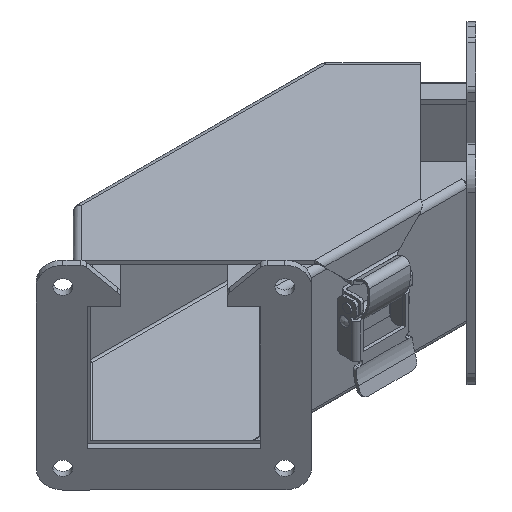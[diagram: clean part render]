
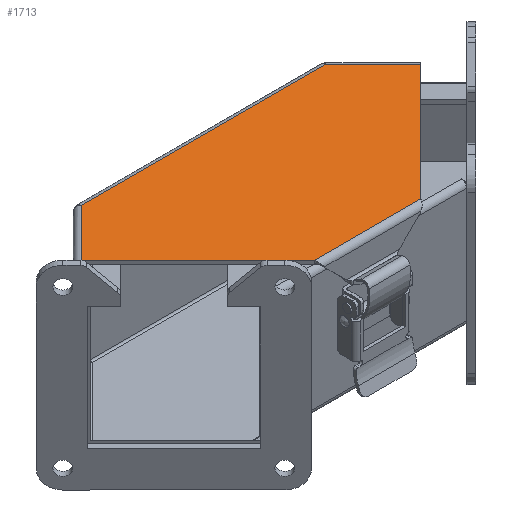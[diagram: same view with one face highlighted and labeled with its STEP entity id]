
A CAD part, isometric view. The second image highlights one B-rep face of the part: STEP entity #1713.
In plain terms, the highlighted planar face has unit normal (0, 0, 1).
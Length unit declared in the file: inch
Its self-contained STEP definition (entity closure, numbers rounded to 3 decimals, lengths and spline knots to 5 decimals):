
#958 = VERTEX_POINT ( 'NONE', #10772 ) ;
#1040 = DIRECTION ( 'NONE',  ( 0.707, 0.707, 0. ) ) ;
#1072 = CARTESIAN_POINT ( 'NONE',  ( -3.45646, 2.34433, 2.722 ) ) ;
#1319 = ORIENTED_EDGE ( 'NONE', *, *, #6920, .T. ) ;
#1481 = DIRECTION ( 'NONE',  ( 0.707, 0.707, 0. ) ) ;
#1540 = VECTOR ( 'NONE', #4369, 39.37008 ) ;
#1646 = CARTESIAN_POINT ( 'NONE',  ( -2.43026, 3.21779, 2.722 ) ) ;
#1713 = ADVANCED_FACE ( 'NONE', ( #6385 ), #2310, .F. ) ;
#2216 = EDGE_CURVE ( 'NONE', #2962, #10480, #10170, .T. ) ;
#2253 = DIRECTION ( 'NONE',  ( 0., 0., -1. ) ) ;
#2300 = EDGE_CURVE ( 'NONE', #3147, #10011, #5494, .T. ) ;
#2310 = PLANE ( 'NONE',  #4020 ) ;
#2634 = CARTESIAN_POINT ( 'NONE',  ( 0., 3.21779, 2.722 ) ) ;
#2934 = EDGE_CURVE ( 'NONE', #10754, #2962, #8296, .T. ) ;
#2962 = VERTEX_POINT ( 'NONE', #1646 ) ;
#3147 = VERTEX_POINT ( 'NONE', #4654 ) ;
#3468 = CARTESIAN_POINT ( 'NONE',  ( 2.43026, 3.21779, 2.722 ) ) ;
#4020 = AXIS2_PLACEMENT_3D ( 'NONE', #6493, #2253, #4816 ) ;
#4110 = ORIENTED_EDGE ( 'NONE', *, *, #4996, .T. ) ;
#4231 = ORIENTED_EDGE ( 'NONE', *, *, #2300, .F. ) ;
#4369 = DIRECTION ( 'NONE',  ( 0.707, -0.707, 0. ) ) ;
#4649 = VECTOR ( 'NONE', #8280, 39.37008 ) ;
#4654 = CARTESIAN_POINT ( 'NONE',  ( 1.06093, -0.05121, 2.722 ) ) ;
#4816 = DIRECTION ( 'NONE',  ( -1., 0., 0. ) ) ;
#4872 = CARTESIAN_POINT ( 'NONE',  ( 0., -0.05121, 2.722 ) ) ;
#4996 = EDGE_CURVE ( 'NONE', #3147, #958, #6127, .T. ) ;
#5218 = ORIENTED_EDGE ( 'NONE', *, *, #8571, .F. ) ;
#5228 = CARTESIAN_POINT ( 'NONE',  ( 3.45646, 2.34433, 2.722 ) ) ;
#5494 = LINE ( 'NONE', #4872, #4649 ) ;
#6127 = LINE ( 'NONE', #5228, #7065 ) ;
#6190 = EDGE_LOOP ( 'NONE', ( #4231, #4110, #5218, #8098, #6368, #1319 ) ) ;
#6368 = ORIENTED_EDGE ( 'NONE', *, *, #2934, .F. ) ;
#6385 = FACE_OUTER_BOUND ( 'NONE', #6190, .T. ) ;
#6493 = CARTESIAN_POINT ( 'NONE',  ( 0., 5.80079, 2.722 ) ) ;
#6920 = EDGE_CURVE ( 'NONE', #10754, #10011, #9724, .T. ) ;
#7049 = DIRECTION ( 'NONE',  ( 0.707, -0.707, 0. ) ) ;
#7065 = VECTOR ( 'NONE', #1040, 39.37008 ) ;
#7802 = VECTOR ( 'NONE', #7049, 39.37008 ) ;
#8098 = ORIENTED_EDGE ( 'NONE', *, *, #2216, .F. ) ;
#8244 = VECTOR ( 'NONE', #1481, 39.37008 ) ;
#8280 = DIRECTION ( 'NONE',  ( -1., 0., 0. ) ) ;
#8296 = LINE ( 'NONE', #9130, #8244 ) ;
#8391 = VECTOR ( 'NONE', #8486, 39.37008 ) ;
#8486 = DIRECTION ( 'NONE',  ( 1., 0., 0. ) ) ;
#8571 = EDGE_CURVE ( 'NONE', #10480, #958, #10974, .T. ) ;
#8635 = CARTESIAN_POINT ( 'NONE',  ( -3.3801, 2.26796, 2.722 ) ) ;
#9130 = CARTESIAN_POINT ( 'NONE',  ( -3.3801, 2.26796, 2.722 ) ) ;
#9724 = LINE ( 'NONE', #1072, #7802 ) ;
#9930 = CARTESIAN_POINT ( 'NONE',  ( 2.43026, 3.21779, 2.722 ) ) ;
#10011 = VERTEX_POINT ( 'NONE', #10460 ) ;
#10170 = LINE ( 'NONE', #2634, #8391 ) ;
#10460 = CARTESIAN_POINT ( 'NONE',  ( -1.06093, -0.05121, 2.722 ) ) ;
#10480 = VERTEX_POINT ( 'NONE', #9930 ) ;
#10754 = VERTEX_POINT ( 'NONE', #8635 ) ;
#10772 = CARTESIAN_POINT ( 'NONE',  ( 3.3801, 2.26796, 2.722 ) ) ;
#10974 = LINE ( 'NONE', #3468, #1540 ) ;
